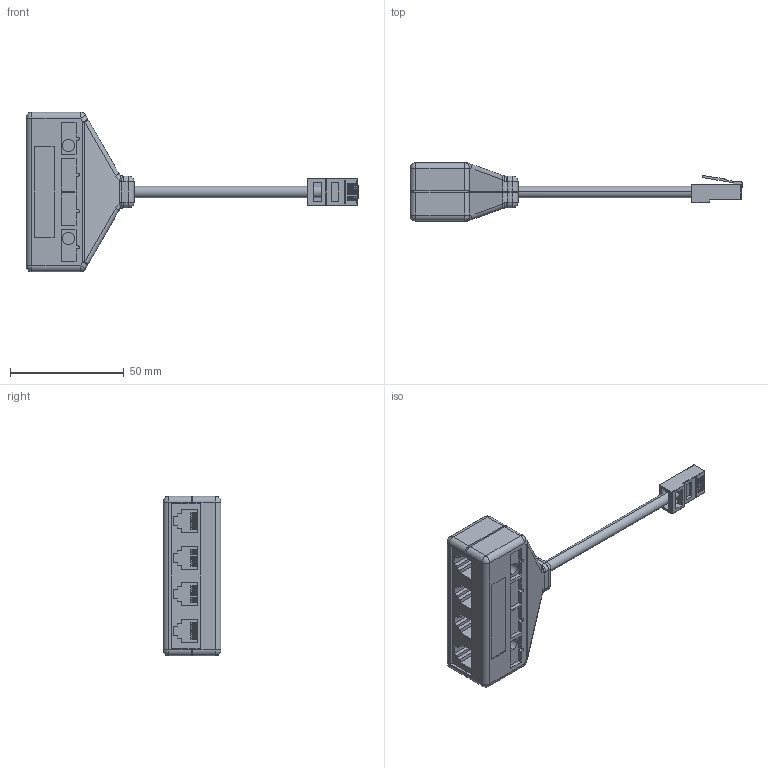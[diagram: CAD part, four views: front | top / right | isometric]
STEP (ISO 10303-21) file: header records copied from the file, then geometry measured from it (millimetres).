
FILE_DESCRIPTION (( 'STEP AP214' ), '1' );
FILE_NAME ('ECS403.STEP', '2006-08-29T20:34:41', ( 'L-COM' ), ( 'L-COM' ), 'SwSTEP 2.0', 'SolidWorks 2006052', '' );
FILE_SCHEMA (( 'AUTOMOTIVE_DESIGN' ));
Length unit declared in the file: inch
Products named in the file (3): ECS401-MA1_with all 8p2c jacks; TD8P8C-PROD_TSP3088R; ECS403
Assembly tree (2 placements, depth 2):
  ECS403
    ECS401-MA1_with all 8p2c jacks
    TD8P8C-PROD_TSP3088R
Bounding box: 145.64 x 25.4 x 70 mm (x, y, z)
Volume: 56260.4 mm3; surface area: 16090.8 mm2
Topology: 2 solids, 2 shells, 874 faces, 2231 edges, 1408 vertices
Faces by surface type: plane 700, cylinder 117, sphere 26, bspline 25, torus 6
Entity records: 34882 total; most frequent: CARTESIAN_POINT 8111, ORIENTED_EDGE 4410, DIRECTION 4121, EDGE_CURVE 2205, VECTOR 1897, LINE 1897, VERTEX_POINT 1408, AXIS2_PLACEMENT_3D 1112
